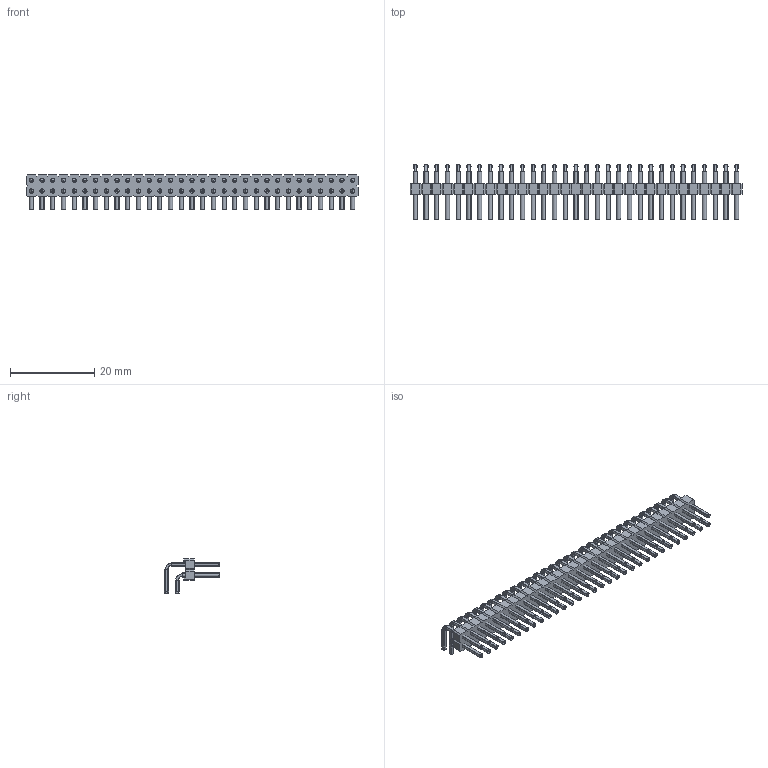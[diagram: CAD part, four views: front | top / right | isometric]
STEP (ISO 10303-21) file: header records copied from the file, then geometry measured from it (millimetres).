
FILE_DESCRIPTION(/* description */ ('-'),/* implementation_level */ '2;1');
FILE_NAME(/* name */ 'Stiftleiste, RM 2,54 mm - 6-3 mm, gewinkelt 90° stehend - 2 x 31 - schwarz',/* time_stamp */ '2022-04-29T18:36:26+02:00',/* author */ ('c.wilms'),/* organization */ ('-'),/* preprocessor_version */ 'ST-DEVELOPER v16.7',/* originating_system */ 'Solid Edge',/* authorisation */ 'Unknown');
FILE_SCHEMA (('AUTOMOTIVE_DESIGN {1 0 10303 214 3 1 1}'));
Length unit declared in the file: millimetre
Products named in the file (4): Stiftleiste, RM 2,54 mm - 6-3 mm, gewinkelt 90° stehend - 2 x 31 - sc
hwarz; Stiftleiste, RM 2,54 mm - Träger - 2 x 31 - schwarz; Stiftleiste, RM 2,54 mm - Stift, Reihe 1 -  6-3 mm, gewinkelt 90° ste
hend; Stiftleiste, RM 2,54 mm - Stift, Reihe 2 -  6-3 mm, gewinkelt 90° ste
hend
Assembly tree (63 placements, depth 2):
  Stiftleiste, RM 2,54 mm - 6-3 mm, gewinkelt 90° stehend - 2 x 31 - sc
hwarz
    Stiftleiste, RM 2,54 mm - Träger - 2 x 31 - schwarz
    Stiftleiste, RM 2,54 mm - Stift, Reihe 1 -  6-3 mm, gewinkelt 90° ste
hend  x31
    Stiftleiste, RM 2,54 mm - Stift, Reihe 2 -  6-3 mm, gewinkelt 90° ste
hend  x31
Bounding box: 78.74 x 13.1 x 8.08 mm (x, y, z)
Volume: 1204.2 mm3; surface area: 6910.9 mm2
Topology: 63 solids, 187 shells, 2680 faces, 7166 edges, 4612 vertices
Faces by surface type: plane 1440, cylinder 992, torus 248
Full cylindrical faces by diameter (mm): 1 x124
Entity records: 26213 total; most frequent: CARTESIAN_POINT 4558, ORIENTED_EDGE 4476, DIRECTION 4458, EDGE_CURVE 2242, LINE 1674, VECTOR 1674, VERTEX_POINT 1492, AXIS2_PLACEMENT_3D 1392
